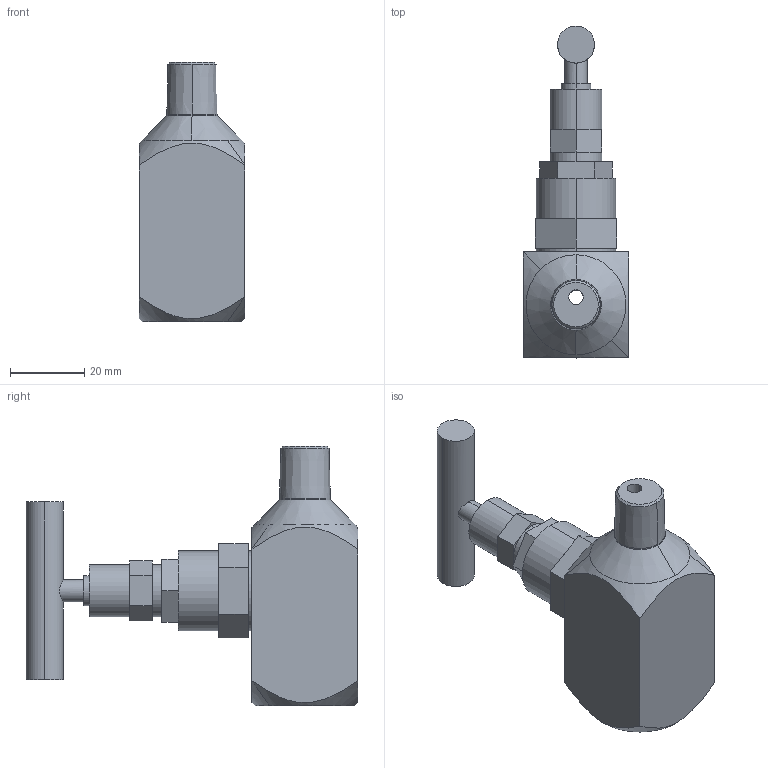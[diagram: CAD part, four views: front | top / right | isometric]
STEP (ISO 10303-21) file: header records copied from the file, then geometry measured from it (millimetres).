
FILE_DESCRIPTION (( 'STEP AP203' ), '1' );
FILE_NAME ('76250398.step', '2025-11-04T21:27:10', ( '' ), ( '' ), 'SwSTEP 2.0', 'SolidWorks 2024', '' );
FILE_SCHEMA (( 'CONFIG_CONTROL_DESIGN' ));
Length unit declared in the file: millimetre
Products named in the file (1): 76250398
Bounding box: 28.57 x 89.53 x 70 mm (x, y, z)
Volume: 56592.7 mm3; surface area: 13827.3 mm2
Topology: 2 solids, 2 shells, 82 faces, 198 edges, 125 vertices
Faces by surface type: plane 46, cylinder 22, cone 10, bspline 4
Entity records: 3157 total; most frequent: CARTESIAN_POINT 1192, ORIENTED_EDGE 390, DIRECTION 382, EDGE_CURVE 195, AXIS2_PLACEMENT_3D 139, VERTEX_POINT 125, LINE 104, VECTOR 104
